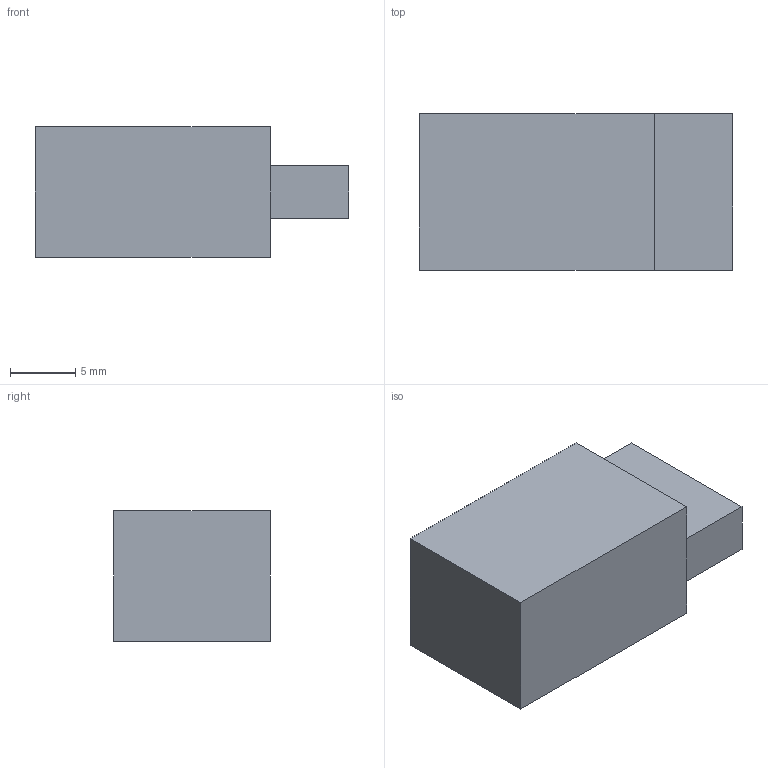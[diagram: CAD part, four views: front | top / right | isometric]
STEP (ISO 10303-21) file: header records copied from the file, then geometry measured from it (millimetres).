
FILE_DESCRIPTION(('FreeCAD Model'),'2;1');
FILE_NAME('Open CASCADE Shape Model','2026-02-18T16:57:57',('FreeCAD'),( 'FreeCAD'),'Open CASCADE STEP processor 7.8','FreeCAD','Unknown');
FILE_SCHEMA(('AUTOMOTIVE_DESIGN { 1 0 10303 214 1 1 1 1 }'));
Length unit declared in the file: millimetre
Products named in the file (1): Open CASCADE STEP translator 7.8 16
Bounding box: 24 x 12 x 10 mm (x, y, z)
Volume: 2448 mm3; surface area: 1224 mm2
Topology: 1 solids, 1 shells, 12 faces, 26 edges, 16 vertices
Faces by surface type: plane 12
Entity records: 328 total; most frequent: CARTESIAN_POINT 55, DIRECTION 52, ORIENTED_EDGE 52, EDGE_CURVE 26, LINE 26, VECTOR 26, VERTEX_POINT 16, AXIS2_PLACEMENT_3D 13
